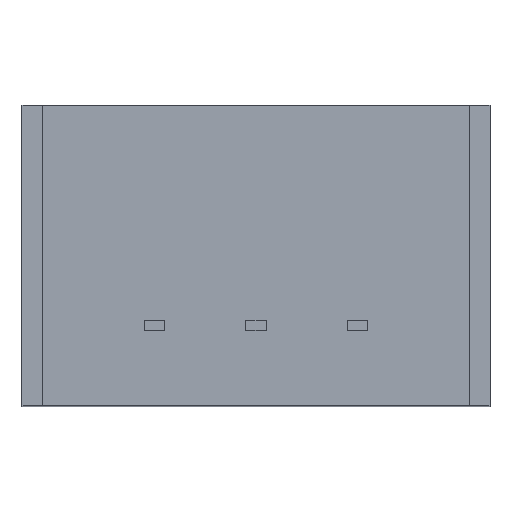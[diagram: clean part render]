
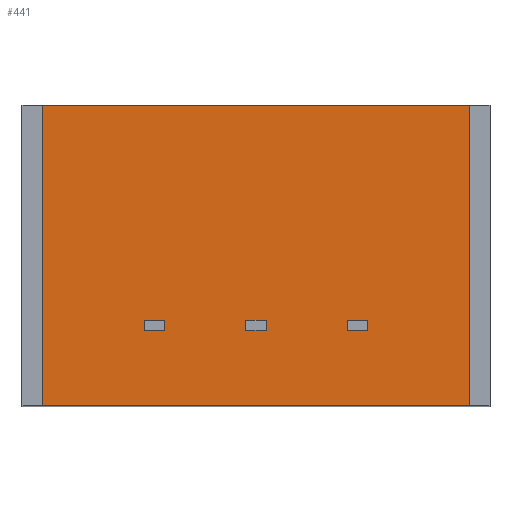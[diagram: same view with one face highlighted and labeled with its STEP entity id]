
A CAD part, top view. The second image highlights one B-rep face of the part: STEP entity #441.
In plain terms, the highlighted planar face has unit normal (0, 0, 1).
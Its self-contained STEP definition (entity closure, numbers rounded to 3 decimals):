
#20=ORIENTED_EDGE('',*,*,#140,.F.);
#21=ORIENTED_EDGE('',*,*,#141,.F.);
#22=ORIENTED_EDGE('',*,*,#142,.F.);
#23=ORIENTED_EDGE('',*,*,#143,.F.);
#24=ORIENTED_EDGE('',*,*,#144,.T.);
#25=ORIENTED_EDGE('',*,*,#145,.F.);
#26=ORIENTED_EDGE('',*,*,#146,.F.);
#27=ORIENTED_EDGE('',*,*,#147,.T.);
#28=ORIENTED_EDGE('',*,*,#148,.F.);
#29=ORIENTED_EDGE('',*,*,#149,.F.);
#30=ORIENTED_EDGE('',*,*,#150,.F.);
#31=ORIENTED_EDGE('',*,*,#151,.F.);
#32=ORIENTED_EDGE('',*,*,#152,.F.);
#33=ORIENTED_EDGE('',*,*,#153,.F.);
#34=ORIENTED_EDGE('',*,*,#154,.F.);
#35=ORIENTED_EDGE('',*,*,#155,.F.);
#140=EDGE_CURVE('',#200,#201,#240,.T.);
#141=EDGE_CURVE('',#202,#200,#241,.T.);
#142=EDGE_CURVE('',#203,#202,#242,.T.);
#143=EDGE_CURVE('',#201,#203,#243,.T.);
#144=EDGE_CURVE('',#204,#205,#244,.T.);
#145=EDGE_CURVE('',#206,#205,#245,.T.);
#146=EDGE_CURVE('',#207,#206,#246,.T.);
#147=EDGE_CURVE('',#207,#204,#247,.T.);
#148=EDGE_CURVE('',#208,#209,#248,.T.);
#149=EDGE_CURVE('',#210,#208,#249,.T.);
#150=EDGE_CURVE('',#211,#210,#250,.T.);
#151=EDGE_CURVE('',#209,#211,#251,.T.);
#152=EDGE_CURVE('',#212,#213,#252,.T.);
#153=EDGE_CURVE('',#214,#212,#253,.T.);
#154=EDGE_CURVE('',#215,#214,#254,.T.);
#155=EDGE_CURVE('',#213,#215,#255,.T.);
#200=VERTEX_POINT('',#619);
#201=VERTEX_POINT('',#620);
#202=VERTEX_POINT('',#622);
#203=VERTEX_POINT('',#624);
#204=VERTEX_POINT('',#627);
#205=VERTEX_POINT('',#628);
#206=VERTEX_POINT('',#630);
#207=VERTEX_POINT('',#632);
#208=VERTEX_POINT('',#635);
#209=VERTEX_POINT('',#636);
#210=VERTEX_POINT('',#638);
#211=VERTEX_POINT('',#640);
#212=VERTEX_POINT('',#643);
#213=VERTEX_POINT('',#644);
#214=VERTEX_POINT('',#646);
#215=VERTEX_POINT('',#648);
#240=LINE('',#618,#300);
#241=LINE('',#621,#301);
#242=LINE('',#623,#302);
#243=LINE('',#625,#303);
#244=LINE('',#626,#304);
#245=LINE('',#629,#305);
#246=LINE('',#631,#306);
#247=LINE('',#633,#307);
#248=LINE('',#634,#308);
#249=LINE('',#637,#309);
#250=LINE('',#639,#310);
#251=LINE('',#641,#311);
#252=LINE('',#642,#312);
#253=LINE('',#645,#313);
#254=LINE('',#647,#314);
#255=LINE('',#649,#315);
#300=VECTOR('',#508,1000.);
#301=VECTOR('',#509,1000.);
#302=VECTOR('',#510,1000.);
#303=VECTOR('',#511,1000.);
#304=VECTOR('',#512,1000.);
#305=VECTOR('',#513,1000.);
#306=VECTOR('',#514,1000.);
#307=VECTOR('',#515,1000.);
#308=VECTOR('',#516,1000.);
#309=VECTOR('',#517,1000.);
#310=VECTOR('',#518,1000.);
#311=VECTOR('',#519,1000.);
#312=VECTOR('',#520,1000.);
#313=VECTOR('',#521,1000.);
#314=VECTOR('',#522,1000.);
#315=VECTOR('',#523,1000.);
#360=EDGE_LOOP('',(#20,#21,#22,#23));
#361=EDGE_LOOP('',(#24,#25,#26,#27));
#362=EDGE_LOOP('',(#28,#29,#30,#31));
#363=EDGE_LOOP('',(#32,#33,#34,#35));
#388=FACE_BOUND('',#360,.T.);
#389=FACE_BOUND('',#361,.T.);
#390=FACE_BOUND('',#362,.T.);
#391=FACE_BOUND('',#363,.T.);
#416=PLANE('',#479);
#441=ADVANCED_FACE('',(#388,#389,#390,#391),#416,.F.);
#479=AXIS2_PLACEMENT_3D('',#617,#506,#507);
#506=DIRECTION('',(0.,0.,-1.));
#507=DIRECTION('',(-1.,0.,0.));
#508=DIRECTION('',(0.,-1.,0.));
#509=DIRECTION('',(-1.,0.,0.));
#510=DIRECTION('',(0.,1.,0.));
#511=DIRECTION('',(1.,0.,0.));
#512=DIRECTION('',(-1.,0.,0.));
#513=DIRECTION('',(0.,1.,0.));
#514=DIRECTION('',(-1.,0.,0.));
#515=DIRECTION('',(0.,1.,0.));
#516=DIRECTION('',(0.,-1.,0.));
#517=DIRECTION('',(-1.,0.,0.));
#518=DIRECTION('',(0.,1.,0.));
#519=DIRECTION('',(1.,0.,0.));
#520=DIRECTION('',(0.,-1.,0.));
#521=DIRECTION('',(-1.,0.,0.));
#522=DIRECTION('',(0.,1.,0.));
#523=DIRECTION('',(1.,0.,0.));
#617=CARTESIAN_POINT('',(-5.34,0.,5.94));
#618=CARTESIAN_POINT('',(-0.25,2.125,5.94));
#619=CARTESIAN_POINT('',(-0.25,2.125,5.94));
#620=CARTESIAN_POINT('',(-0.25,1.875,5.94));
#621=CARTESIAN_POINT('',(-0.25,2.125,5.94));
#622=CARTESIAN_POINT('',(0.25,2.125,5.94));
#623=CARTESIAN_POINT('',(0.25,2.125,5.94));
#624=CARTESIAN_POINT('',(0.25,1.875,5.94));
#625=CARTESIAN_POINT('',(-0.25,1.875,5.94));
#626=CARTESIAN_POINT('',(-5.34,7.5,5.94));
#627=CARTESIAN_POINT('',(5.34,7.5,5.94));
#628=CARTESIAN_POINT('',(-5.34,7.5,5.94));
#629=CARTESIAN_POINT('',(-5.34,0.,5.94));
#630=CARTESIAN_POINT('',(-5.34,0.,5.94));
#631=CARTESIAN_POINT('',(-5.34,0.,5.94));
#632=CARTESIAN_POINT('',(5.34,0.,5.94));
#633=CARTESIAN_POINT('',(5.34,0.,5.94));
#634=CARTESIAN_POINT('',(-2.79,2.125,5.94));
#635=CARTESIAN_POINT('',(-2.79,2.125,5.94));
#636=CARTESIAN_POINT('',(-2.79,1.875,5.94));
#637=CARTESIAN_POINT('',(-2.79,2.125,5.94));
#638=CARTESIAN_POINT('',(-2.29,2.125,5.94));
#639=CARTESIAN_POINT('',(-2.29,2.125,5.94));
#640=CARTESIAN_POINT('',(-2.29,1.875,5.94));
#641=CARTESIAN_POINT('',(-2.79,1.875,5.94));
#642=CARTESIAN_POINT('',(2.29,2.125,5.94));
#643=CARTESIAN_POINT('',(2.29,2.125,5.94));
#644=CARTESIAN_POINT('',(2.29,1.875,5.94));
#645=CARTESIAN_POINT('',(2.29,2.125,5.94));
#646=CARTESIAN_POINT('',(2.79,2.125,5.94));
#647=CARTESIAN_POINT('',(2.79,2.125,5.94));
#648=CARTESIAN_POINT('',(2.79,1.875,5.94));
#649=CARTESIAN_POINT('',(2.29,1.875,5.94));
